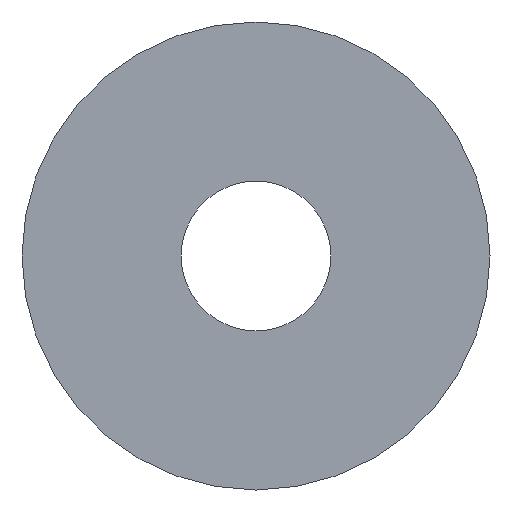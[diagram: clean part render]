
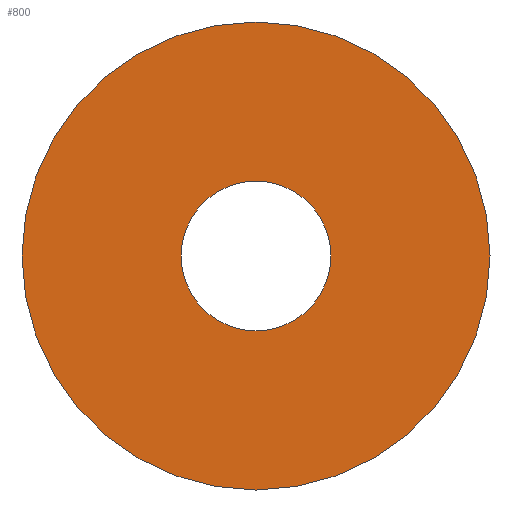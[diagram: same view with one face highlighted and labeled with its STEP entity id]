
A CAD part, front view. The second image highlights one B-rep face of the part: STEP entity #800.
In plain terms, the highlighted planar face has unit normal (0, -1, 0).
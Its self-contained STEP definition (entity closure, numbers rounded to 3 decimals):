
#2 = FACE_BOUND ( 'NONE', #160, .T. ) ;
#9 = DIRECTION ( 'NONE',  ( -1., 0., 0. ) ) ;
#124 = EDGE_CURVE ( 'NONE', #612, #1254, #248, .T. ) ;
#139 = CARTESIAN_POINT ( 'NONE',  ( 0., -1.5, 0. ) ) ;
#160 = EDGE_LOOP ( 'NONE', ( #1066, #853 ) ) ;
#243 = PLANE ( 'NONE',  #420 ) ;
#246 = DIRECTION ( 'NONE',  ( 1., 0., 0. ) ) ;
#248 = CIRCLE ( 'NONE', #907, 12.5 ) ;
#258 = EDGE_LOOP ( 'NONE', ( #689, #405 ) ) ;
#405 = ORIENTED_EDGE ( 'NONE', *, *, #124, .T. ) ;
#420 = AXIS2_PLACEMENT_3D ( 'NONE', #1182, #452, #1410 ) ;
#452 = DIRECTION ( 'NONE',  ( 0., -1., 0. ) ) ;
#570 = AXIS2_PLACEMENT_3D ( 'NONE', #1394, #1400, #1031 ) ;
#575 = FACE_OUTER_BOUND ( 'NONE', #258, .T. ) ;
#591 = CIRCLE ( 'NONE', #570, 4. ) ;
#609 = DIRECTION ( 'NONE',  ( 0., -1., 0. ) ) ;
#612 = VERTEX_POINT ( 'NONE', #1131 ) ;
#689 = ORIENTED_EDGE ( 'NONE', *, *, #1393, .T. ) ;
#693 = CIRCLE ( 'NONE', #834, 12.5 ) ;
#734 = EDGE_CURVE ( 'NONE', #1445, #1033, #1030, .T. ) ;
#771 = CARTESIAN_POINT ( 'NONE',  ( -4., -1.5, 0. ) ) ;
#800 = ADVANCED_FACE ( 'NONE', ( #2, #575 ), #243, .T. ) ;
#802 = DIRECTION ( 'NONE',  ( 0., 1., 0. ) ) ;
#834 = AXIS2_PLACEMENT_3D ( 'NONE', #139, #609, #1076 ) ;
#853 = ORIENTED_EDGE ( 'NONE', *, *, #734, .T. ) ;
#907 = AXIS2_PLACEMENT_3D ( 'NONE', #959, #1179, #246 ) ;
#959 = CARTESIAN_POINT ( 'NONE',  ( 0., -1.5, 0. ) ) ;
#1004 = CARTESIAN_POINT ( 'NONE',  ( 4., -1.5, 0. ) ) ;
#1030 = CIRCLE ( 'NONE', #1301, 4. ) ;
#1031 = DIRECTION ( 'NONE',  ( -1., 0., 0. ) ) ;
#1033 = VERTEX_POINT ( 'NONE', #771 ) ;
#1044 = CARTESIAN_POINT ( 'NONE',  ( 0., -1.5, 0. ) ) ;
#1047 = CARTESIAN_POINT ( 'NONE',  ( -12.5, -1.5, 0. ) ) ;
#1066 = ORIENTED_EDGE ( 'NONE', *, *, #1249, .T. ) ;
#1076 = DIRECTION ( 'NONE',  ( 1., 0., 0. ) ) ;
#1131 = CARTESIAN_POINT ( 'NONE',  ( 12.5, -1.5, 0. ) ) ;
#1179 = DIRECTION ( 'NONE',  ( 0., -1., 0. ) ) ;
#1182 = CARTESIAN_POINT ( 'NONE',  ( 0., -1.5, 0. ) ) ;
#1249 = EDGE_CURVE ( 'NONE', #1033, #1445, #591, .T. ) ;
#1254 = VERTEX_POINT ( 'NONE', #1047 ) ;
#1301 = AXIS2_PLACEMENT_3D ( 'NONE', #1044, #802, #9 ) ;
#1393 = EDGE_CURVE ( 'NONE', #1254, #612, #693, .T. ) ;
#1394 = CARTESIAN_POINT ( 'NONE',  ( 0., -1.5, 0. ) ) ;
#1400 = DIRECTION ( 'NONE',  ( 0., 1., 0. ) ) ;
#1410 = DIRECTION ( 'NONE',  ( 1., 0., 0. ) ) ;
#1445 = VERTEX_POINT ( 'NONE', #1004 ) ;
